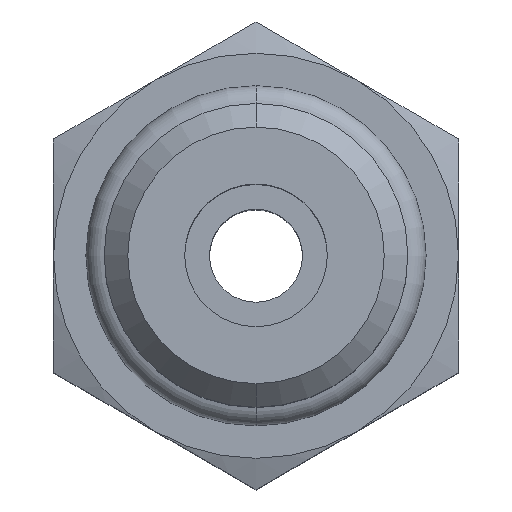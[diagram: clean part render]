
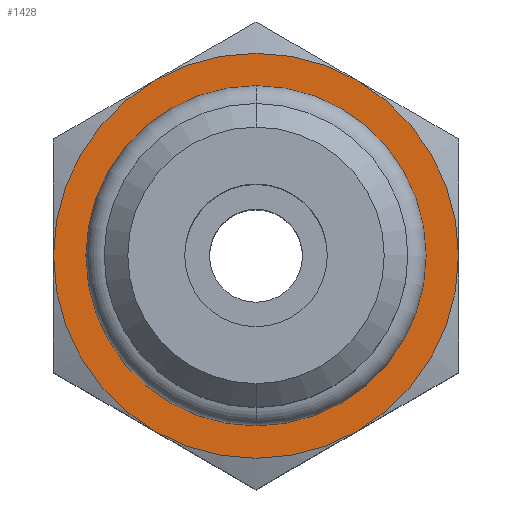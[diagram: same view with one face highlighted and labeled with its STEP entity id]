
A CAD part, top view. The second image highlights one B-rep face of the part: STEP entity #1428.
In plain terms, the highlighted planar face has unit normal (0, 0, 1).
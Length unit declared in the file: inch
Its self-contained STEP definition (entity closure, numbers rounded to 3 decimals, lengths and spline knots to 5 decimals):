
#269=CARTESIAN_POINT('',(0.,0.,0.38));
#270=DIRECTION('',(0.,0.,-1.));
#271=DIRECTION('',(0.,1.,0.));
#272=AXIS2_PLACEMENT_3D('',#269,#270,#271);
#274=CARTESIAN_POINT('',(0.,0.,0.38));
#275=DIRECTION('',(0.,0.,-1.));
#276=DIRECTION('',(0.,-1.,0.));
#277=AXIS2_PLACEMENT_3D('',#274,#275,#276);
#279=CARTESIAN_POINT('',(0.,0.,0.38));
#280=DIRECTION('',(0.,0.,1.));
#281=DIRECTION('',(1.,0.,0.));
#282=AXIS2_PLACEMENT_3D('',#279,#280,#281);
#284=CARTESIAN_POINT('',(0.,0.,0.38));
#285=DIRECTION('',(0.,0.,1.));
#286=DIRECTION('',(0.5,-0.866,0.));
#287=AXIS2_PLACEMENT_3D('',#284,#285,#286);
#289=CARTESIAN_POINT('',(0.,0.,0.38));
#290=DIRECTION('',(0.,0.,1.));
#291=DIRECTION('',(-1.,0.,0.));
#292=AXIS2_PLACEMENT_3D('',#289,#290,#291);
#294=CARTESIAN_POINT('',(0.,0.,0.38));
#295=DIRECTION('',(0.,0.,1.));
#296=DIRECTION('',(-0.5,0.866,0.));
#297=AXIS2_PLACEMENT_3D('',#294,#295,#296);
#299=CARTESIAN_POINT('',(0.,0.,0.38));
#300=DIRECTION('',(0.,0.,1.));
#301=DIRECTION('',(0.5,0.866,0.));
#302=AXIS2_PLACEMENT_3D('',#299,#300,#301);
#342=CARTESIAN_POINT('',(-0.375,0.,0.38));
#425=CARTESIAN_POINT('',(-0.1875,0.32476,0.38));
#503=CARTESIAN_POINT('',(0.1875,0.32476,0.38));
#581=CARTESIAN_POINT('',(0.375,0.,0.38));
#659=CARTESIAN_POINT('',(0.1875,-0.32476,0.38));
#742=CARTESIAN_POINT('',(-0.1875,-0.32476,0.38));
#782=CARTESIAN_POINT('',(0.,0.,0.38));
#783=DIRECTION('',(0.,0.,1.));
#784=DIRECTION('',(-0.5,-0.866,0.));
#785=AXIS2_PLACEMENT_3D('',#782,#783,#784);
#933=CARTESIAN_POINT('',(0.,0.2405,0.38));
#934=CARTESIAN_POINT('',(0.,-0.2405,0.38));
#935=VERTEX_POINT('',#933);
#936=VERTEX_POINT('',#934);
#952=VERTEX_POINT('',#742);
#956=VERTEX_POINT('',#659);
#960=VERTEX_POINT('',#581);
#964=VERTEX_POINT('',#503);
#968=VERTEX_POINT('',#425);
#972=VERTEX_POINT('',#342);
#1405=CARTESIAN_POINT('',(0.,0.,0.38));
#1406=DIRECTION('',(0.,0.,1.));
#1407=DIRECTION('',(0.,1.,0.));
#1408=AXIS2_PLACEMENT_3D('',#1405,#1406,#1407);
#1409=PLANE('',#1408);
#1411=ORIENTED_EDGE('',*,*,#1410,.F.);
#1413=ORIENTED_EDGE('',*,*,#1412,.F.);
#1415=ORIENTED_EDGE('',*,*,#1414,.F.);
#1417=ORIENTED_EDGE('',*,*,#1416,.F.);
#1419=ORIENTED_EDGE('',*,*,#1418,.F.);
#1421=ORIENTED_EDGE('',*,*,#1420,.F.);
#1422=EDGE_LOOP('',(#1411,#1413,#1415,#1417,#1419,#1421));
#1423=FACE_OUTER_BOUND('',#1422,.F.);
#1424=ORIENTED_EDGE('',*,*,#1387,.F.);
#1425=ORIENTED_EDGE('',*,*,#1330,.F.);
#1426=EDGE_LOOP('',(#1424,#1425));
#1427=FACE_BOUND('',#1426,.F.);
#1428=ADVANCED_FACE('',(#1423,#1427),#1409,.T.);
#273=CIRCLE('',#272,0.2405);
#278=CIRCLE('',#277,0.2405);
#283=CIRCLE('',#282,0.375);
#288=CIRCLE('',#287,0.375);
#293=CIRCLE('',#292,0.375);
#298=CIRCLE('',#297,0.375);
#303=CIRCLE('',#302,0.375);
#786=CIRCLE('',#785,0.375);
#1330=EDGE_CURVE('',#936,#935,#278,.T.);
#1387=EDGE_CURVE('',#935,#936,#273,.T.);
#1410=EDGE_CURVE('',#964,#968,#303,.T.);
#1412=EDGE_CURVE('',#960,#964,#283,.T.);
#1414=EDGE_CURVE('',#956,#960,#288,.T.);
#1416=EDGE_CURVE('',#952,#956,#786,.T.);
#1418=EDGE_CURVE('',#972,#952,#293,.T.);
#1420=EDGE_CURVE('',#968,#972,#298,.T.);
